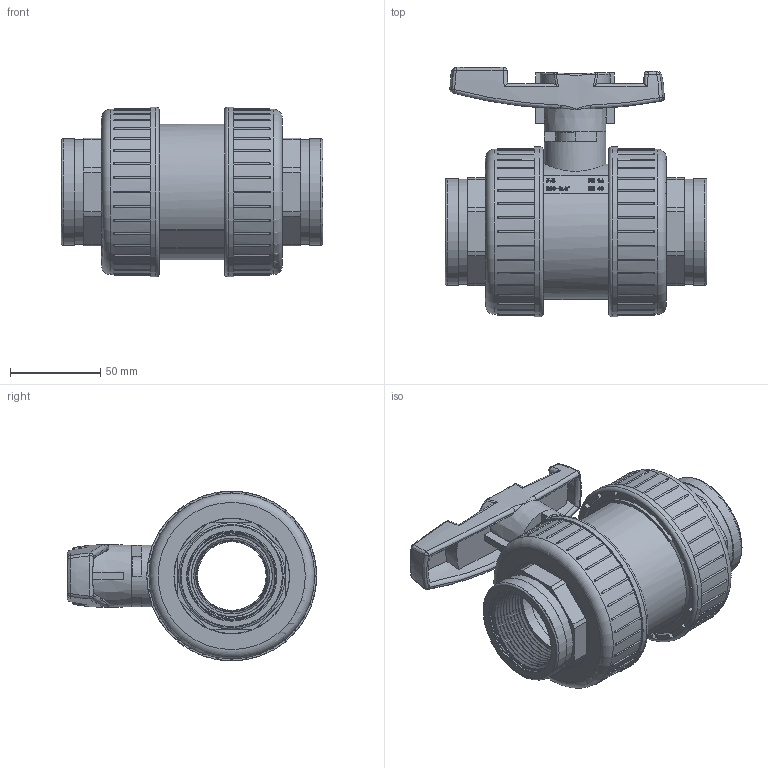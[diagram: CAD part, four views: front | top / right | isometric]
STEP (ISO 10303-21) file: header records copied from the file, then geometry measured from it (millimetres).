
FILE_DESCRIPTION(/* description */ (''),/* implementation_level */ '2;1');
FILE_NAME(/* name */ '50.stp',/* time_stamp */ '2025-12-30T08:09:56+08:00',/* author */ (''),/* organization */ (''),/* preprocessor_version */ 'ST-DEVELOPER v16.7',/* originating_system */ 'SIEMENS PLM Software NX 12.0',/* authorisation */ '');
FILE_SCHEMA (('AUTOMOTIVE_DESIGN { 1 0 10303 214 3 1 1 1 }'));
Products named in the file (1): Admi045C429322rj
Bounding box: 144.8 x 138 x 94 mm (x, y, z)
Volume: 424503.5 mm3; surface area: 214942.6 mm2
Topology: 16 solids, 18 shells, 1152 faces, 3189 edges, 2062 vertices
Faces by surface type: plane 574, cylinder 233, extrusion 115, sphere 85, bspline 72, torus 64, cone 9
Full cylindrical faces by diameter (mm): 2.295 x1, 3.06 x1, 17 x4, 21 x3, 22 x1, 23 x2, 25 x1, 34.136 x1, 38 x1, 39 x2, 40 x2, 42 x2, 45.2 x3, 46 x1, 47 x3, 47.803 x16, 49 x2, 50 x2, 50.6 x3, 51 x1, 55.5 x1, 56.14 x3, 58 x4, 59 x2, 59.4 x3, 61.5 x1, 63.6 x2, 64 x2, 65 x1, 66 x2
Entity records: 55015 total; most frequent: CARTESIAN_POINT 28404, ORIENTED_EDGE 5642, DIRECTION 4956, EDGE_CURVE 2821, VERTEX_POINT 1913, AXIS2_PLACEMENT_3D 1758, VECTOR 1440, EDGE_LOOP 1362
